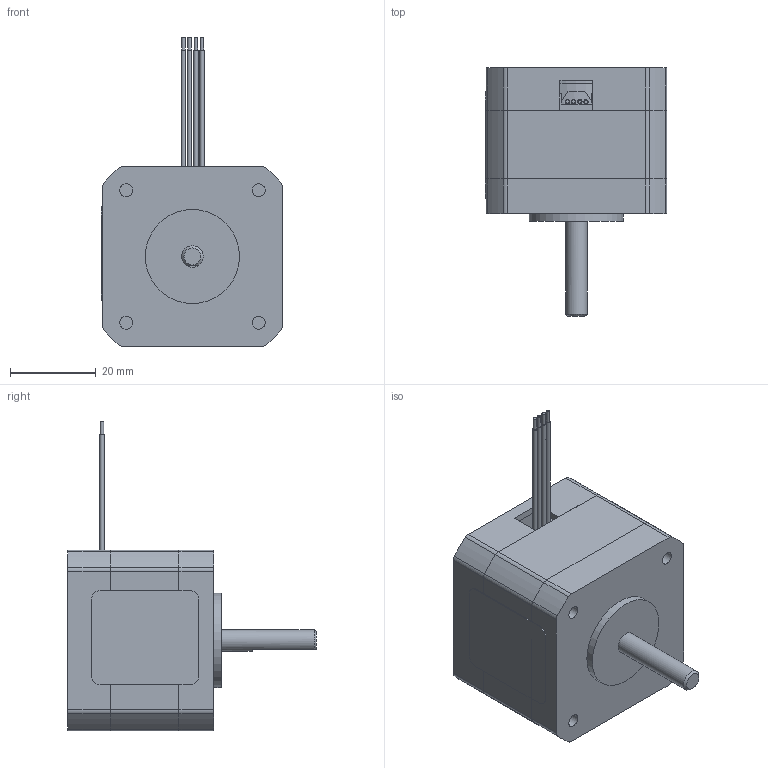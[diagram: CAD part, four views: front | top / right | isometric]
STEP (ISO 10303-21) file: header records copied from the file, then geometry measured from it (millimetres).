
FILE_DESCRIPTION(/* description */ (''),/* implementation_level */ '2;1');
FILE_NAME(/* name */ '17H2035-050-4AL.stp',/* time_stamp */ '2020-09-01T10:37:47+08:00',/* author */ ('dzp-qch5853'),/* organization */ (''),/* preprocessor_version */ 'ST-DEVELOPER v16.1',/* originating_system */ 'Autodesk Inventor 2016',/* authorisation */ '');
FILE_SCHEMA (('AUTOMOTIVE_DESIGN { 1 0 10303 214 3 1 1 }'));
Length unit declared in the file: millimetre
Products named in the file (14): 01-008; 01-009; 02-019（单叠厚定子铁芯）; 12-018-1（17H2034骨架）; 12-018-1（17H2034骨架）_1; 15-001-028(17H2035漆包线）; 09-007-1（红）; 09-007-2（红白）; 09-007-3（绿）; 09-007-4（绿白）; 42定子; 4231厚度螺钉; 42单厚铭牌; 装配体
Assembly tree (16 placements, depth 3):
  装配体
    01-008
    01-009
    42定子
      02-019（单叠厚定子铁芯）
      12-018-1（17H2034骨架）
      12-018-1（17H2034骨架）_1
      15-001-028(17H2035漆包线）
      09-007-1（红）
      09-007-2（红白）
      09-007-3（绿）
      09-007-4（绿白）
    4231厚度螺钉  x4
    42单厚铭牌
Bounding box: 42.4 x 58.1 x 72.35 mm (x, y, z)
Volume: 31889.9 mm3; surface area: 31959.6 mm2
Topology: 21 solids, 21 shells, 744 faces, 2014 edges, 1337 vertices
Faces by surface type: plane 433, cylinder 300, cone 11
Full cylindrical faces by diameter (mm): 0.8 x4, 1 x2, 3 x8, 3.056 x4, 3.3 x4, 5 x2, 6 x4, 11 x1, 16 x1, 18 x1, 19 x2, 22 x1, 25.91 x2, 26.3 x2, 27 x2
Entity records: 22554 total; most frequent: DIRECTION 3923, CARTESIAN_POINT 3790, ORIENTED_EDGE 3660, EDGE_CURVE 1830, AXIS2_PLACEMENT_3D 1378, VERTEX_POINT 1239, LINE 1167, VECTOR 1167
